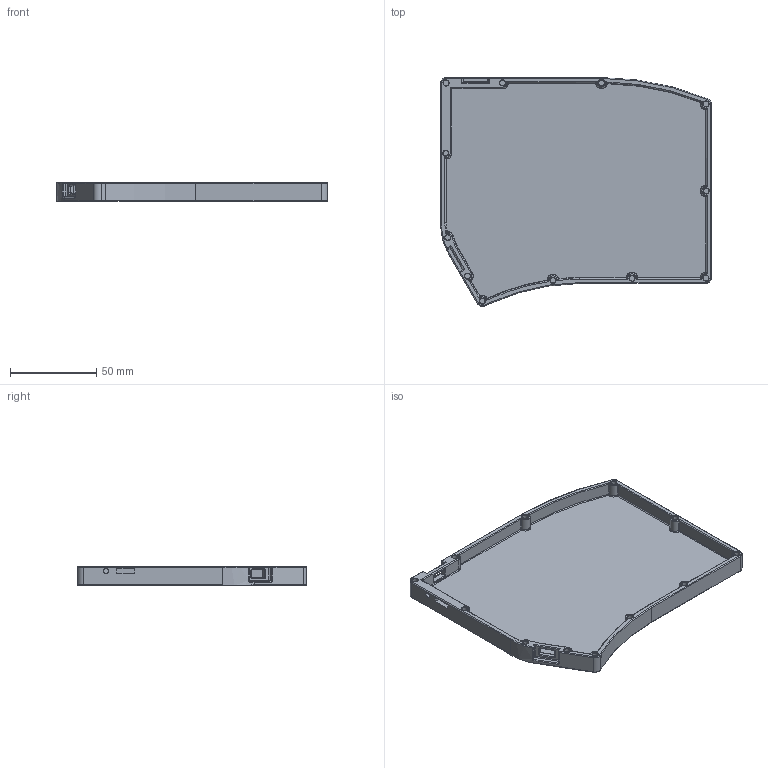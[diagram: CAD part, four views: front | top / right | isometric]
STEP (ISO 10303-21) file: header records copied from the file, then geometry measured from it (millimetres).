
FILE_DESCRIPTION(/* description */ (''),/* implementation_level */ '2;1');
FILE_NAME(/* name */ 'Case_3DP_R.step',/* time_stamp */ '2022-02-13T02:33:03+00:00',/* author */ (''),/* organization */ (''),/* preprocessor_version */ 'ST-DEVELOPER v18.1',/* originating_system */ 'Autodesk Translation Framework v10.13.0.1454',/* authorisation */ '');
FILE_SCHEMA (('AUTOMOTIVE_DESIGN { 1 0 10303 214 3 1 1 }'));
Length unit declared in the file: millimetre
Products named in the file (1): Untitled
Bounding box: 156.91 x 132.65 x 11 mm (x, y, z)
Volume: 69681.2 mm3; surface area: 47706.7 mm2
Topology: 1 solids, 1 shells, 308 faces, 699 edges, 388 vertices
Faces by surface type: cylinder 129, plane 51, torus 49, bspline 40, sphere 27, cone 12
Full cylindrical faces by diameter (mm): 3 x1, 3.2 x12
Entity records: 10536 total; most frequent: CARTESIAN_POINT 3801, DIRECTION 1460, ORIENTED_EDGE 1360, EDGE_CURVE 680, AXIS2_PLACEMENT_3D 604, VERTEX_POINT 387, EDGE_LOOP 327, CIRCLE 318
